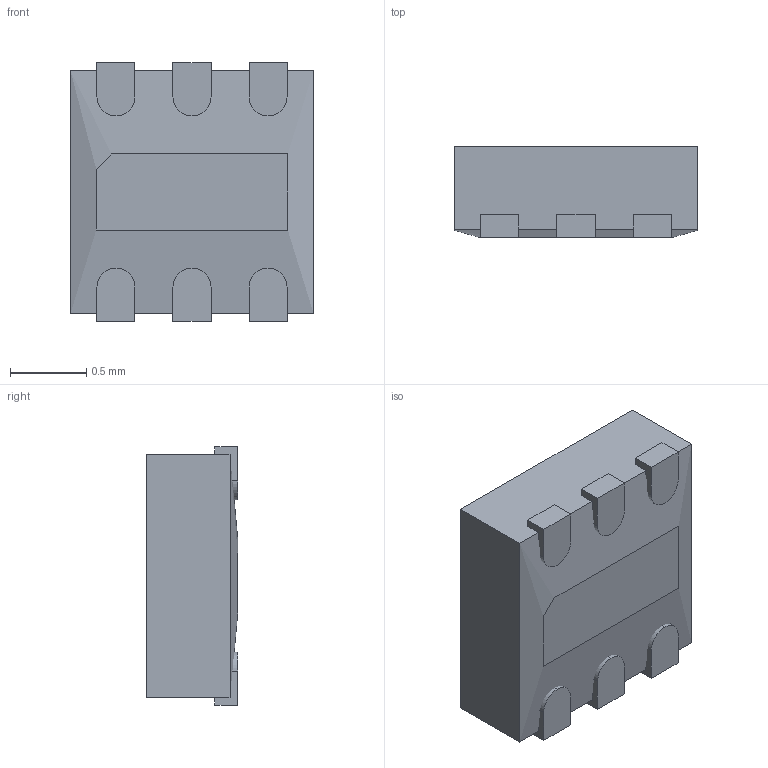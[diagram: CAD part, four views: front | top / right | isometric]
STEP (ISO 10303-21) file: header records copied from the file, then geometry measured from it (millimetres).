
FILE_DESCRIPTION (( 'STEP AP214' ), '1' );
FILE_NAME ( '6-UFDFN.STEP', '2017-06-12T23:47:36', ( '' ), ( '' ), 'Part was generated with the free Library Expert Lite available at www.PCBLibraries.com. Removing line will violate the End User License Agreement.', '©2017 PCB Libraries, Inc.', '' );
FILE_SCHEMA (( 'AUTOMOTIVE_DESIGN' ));
Length unit declared in the file: millimetre
Products named in the file (1): 6-UFDFN
Bounding box: 1.6 x 0.6 x 1.7 mm (x, y, z)
Volume: 1.4 mm3; surface area: 13 mm2
Topology: 8 solids, 8 shells, 76 faces, 174 edges, 116 vertices
Faces by surface type: plane 62, cylinder 12, torus 2
Entity records: 2440 total; most frequent: CARTESIAN_POINT 367, DIRECTION 358, ORIENTED_EDGE 348, EDGE_CURVE 174, VECTOR 144, LINE 144, VERTEX_POINT 116, AXIS2_PLACEMENT_3D 107
